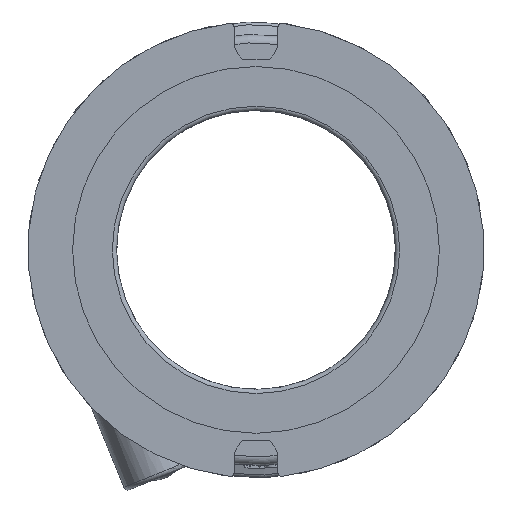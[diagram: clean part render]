
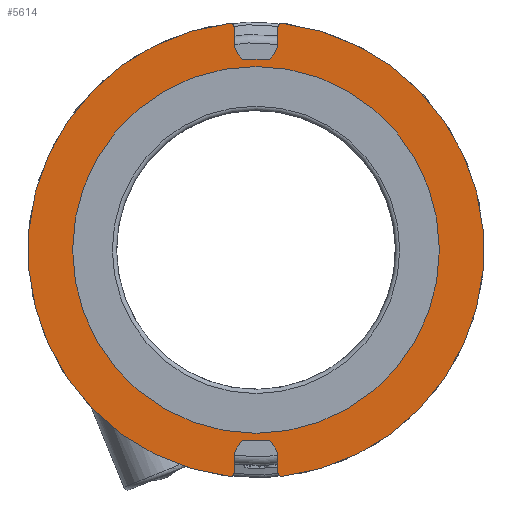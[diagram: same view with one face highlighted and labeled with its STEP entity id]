
A CAD part, front view. The second image highlights one B-rep face of the part: STEP entity #5614.
In plain terms, the highlighted planar face has unit normal (0, -1, 0).
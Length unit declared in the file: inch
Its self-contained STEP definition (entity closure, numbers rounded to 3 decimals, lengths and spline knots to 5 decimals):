
#658=LINE('',#8109,#956);
#663=LINE('',#8125,#961);
#667=LINE('',#8298,#965);
#672=LINE('',#8314,#970);
#673=LINE('',#8318,#971);
#674=LINE('',#8321,#972);
#956=VECTOR('',#6717,0.3937);
#961=VECTOR('',#6736,0.3937);
#965=VECTOR('',#6772,0.3937);
#970=VECTOR('',#6791,0.3937);
#971=VECTOR('',#6796,0.3937);
#972=VECTOR('',#6799,0.3937);
#1258=FACE_BOUND('',#1804,.T.);
#1304=PLANE('',#6199);
#1457=FACE_OUTER_BOUND('',#1803,.T.);
#1803=EDGE_LOOP('',(#3963,#3964,#3965,#3966,#3967,#3968,#3969,#3970,#3971,
#3972,#3973,#3974,#3975,#3976,#3977,#3978));
#1804=EDGE_LOOP('',(#3979));
#2172=CIRCLE('',#6167,0.15625);
#2173=CIRCLE('',#6170,0.03);
#2174=CIRCLE('',#6172,1.635);
#2175=CIRCLE('',#6174,0.03);
#2186=CIRCLE('',#6190,0.15625);
#2187=CIRCLE('',#6193,0.03);
#2188=CIRCLE('',#6195,1.635);
#2189=CIRCLE('',#6197,0.03);
#2190=CIRCLE('',#6200,0.15625);
#2191=CIRCLE('',#6201,0.15625);
#2192=CIRCLE('',#6202,1.315);
#2405=VERTEX_POINT('',#8101);
#2406=VERTEX_POINT('',#8103);
#2407=VERTEX_POINT('',#8107);
#2408=VERTEX_POINT('',#8111);
#2409=VERTEX_POINT('',#8115);
#2410=VERTEX_POINT('',#8119);
#2411=VERTEX_POINT('',#8123);
#2426=VERTEX_POINT('',#8290);
#2427=VERTEX_POINT('',#8292);
#2428=VERTEX_POINT('',#8296);
#2429=VERTEX_POINT('',#8300);
#2430=VERTEX_POINT('',#8304);
#2431=VERTEX_POINT('',#8308);
#2432=VERTEX_POINT('',#8312);
#2433=VERTEX_POINT('',#8316);
#2434=VERTEX_POINT('',#8319);
#2435=VERTEX_POINT('',#8322);
#2993=EDGE_CURVE('',#2406,#2405,#2172,.T.);
#2996=EDGE_CURVE('',#2405,#2407,#658,.T.);
#2998=EDGE_CURVE('',#2408,#2407,#2173,.T.);
#3000=EDGE_CURVE('',#2408,#2409,#2174,.T.);
#3002=EDGE_CURVE('',#2410,#2409,#2175,.T.);
#3004=EDGE_CURVE('',#2410,#2411,#663,.T.);
#3026=EDGE_CURVE('',#2427,#2426,#2186,.T.);
#3029=EDGE_CURVE('',#2426,#2428,#667,.T.);
#3031=EDGE_CURVE('',#2429,#2428,#2187,.T.);
#3033=EDGE_CURVE('',#2429,#2430,#2188,.T.);
#3035=EDGE_CURVE('',#2431,#2430,#2189,.T.);
#3037=EDGE_CURVE('',#2431,#2432,#672,.T.);
#3038=EDGE_CURVE('',#2432,#2433,#2190,.T.);
#3039=EDGE_CURVE('',#2433,#2406,#673,.T.);
#3040=EDGE_CURVE('',#2411,#2434,#2191,.T.);
#3041=EDGE_CURVE('',#2434,#2427,#674,.T.);
#3042=EDGE_CURVE('',#2435,#2435,#2192,.T.);
#3963=ORIENTED_EDGE('',*,*,#3035,.F.);
#3964=ORIENTED_EDGE('',*,*,#3037,.T.);
#3965=ORIENTED_EDGE('',*,*,#3038,.T.);
#3966=ORIENTED_EDGE('',*,*,#3039,.T.);
#3967=ORIENTED_EDGE('',*,*,#2993,.T.);
#3968=ORIENTED_EDGE('',*,*,#2996,.T.);
#3969=ORIENTED_EDGE('',*,*,#2998,.F.);
#3970=ORIENTED_EDGE('',*,*,#3000,.T.);
#3971=ORIENTED_EDGE('',*,*,#3002,.F.);
#3972=ORIENTED_EDGE('',*,*,#3004,.T.);
#3973=ORIENTED_EDGE('',*,*,#3040,.T.);
#3974=ORIENTED_EDGE('',*,*,#3041,.T.);
#3975=ORIENTED_EDGE('',*,*,#3026,.T.);
#3976=ORIENTED_EDGE('',*,*,#3029,.T.);
#3977=ORIENTED_EDGE('',*,*,#3031,.F.);
#3978=ORIENTED_EDGE('',*,*,#3033,.T.);
#3979=ORIENTED_EDGE('',*,*,#3042,.F.);
#5614=ADVANCED_FACE('',(#1457,#1258),#1304,.T.);
#6167=AXIS2_PLACEMENT_3D('',#8104,#6711,#6712);
#6170=AXIS2_PLACEMENT_3D('',#8113,#6721,#6722);
#6172=AXIS2_PLACEMENT_3D('',#8117,#6726,#6727);
#6174=AXIS2_PLACEMENT_3D('',#8121,#6731,#6732);
#6190=AXIS2_PLACEMENT_3D('',#8293,#6766,#6767);
#6193=AXIS2_PLACEMENT_3D('',#8302,#6776,#6777);
#6195=AXIS2_PLACEMENT_3D('',#8306,#6781,#6782);
#6197=AXIS2_PLACEMENT_3D('',#8310,#6786,#6787);
#6199=AXIS2_PLACEMENT_3D('',#8315,#6792,#6793);
#6200=AXIS2_PLACEMENT_3D('',#8317,#6794,#6795);
#6201=AXIS2_PLACEMENT_3D('',#8320,#6797,#6798);
#6202=AXIS2_PLACEMENT_3D('',#8323,#6800,#6801);
#6711=DIRECTION('center_axis',(0.,1.,0.));
#6712=DIRECTION('ref_axis',(1.,0.,0.));
#6717=DIRECTION('',(0.,0.,-1.));
#6721=DIRECTION('center_axis',(0.,1.,0.));
#6722=DIRECTION('ref_axis',(-0.665,0.,-0.747));
#6726=DIRECTION('center_axis',(0.,-1.,0.));
#6727=DIRECTION('ref_axis',(1.,0.,0.));
#6731=DIRECTION('center_axis',(0.,1.,0.));
#6732=DIRECTION('ref_axis',(-0.665,0.,0.747));
#6736=DIRECTION('',(0.,0.,-1.));
#6766=DIRECTION('center_axis',(0.,1.,0.));
#6767=DIRECTION('ref_axis',(-1.,0.,0.));
#6772=DIRECTION('',(0.,0.,1.));
#6776=DIRECTION('center_axis',(0.,1.,0.));
#6777=DIRECTION('ref_axis',(0.665,0.,0.747));
#6781=DIRECTION('center_axis',(0.,-1.,0.));
#6782=DIRECTION('ref_axis',(1.,0.,0.));
#6786=DIRECTION('center_axis',(0.,1.,0.));
#6787=DIRECTION('ref_axis',(0.665,0.,-0.747));
#6791=DIRECTION('',(0.,0.,1.));
#6792=DIRECTION('center_axis',(0.,-1.,0.));
#6793=DIRECTION('ref_axis',(0.,0.,-1.));
#6794=DIRECTION('center_axis',(0.,1.,0.));
#6795=DIRECTION('ref_axis',(1.,0.,0.));
#6796=DIRECTION('',(1.,0.,0.));
#6797=DIRECTION('center_axis',(0.,1.,0.));
#6798=DIRECTION('ref_axis',(-1.,0.,0.));
#6799=DIRECTION('',(-1.,0.,0.));
#6800=DIRECTION('center_axis',(0.,-1.,0.));
#6801=DIRECTION('ref_axis',(1.,0.,0.));
#8101=CARTESIAN_POINT('',(0.15625,0.,-1.49125));
#8103=CARTESIAN_POINT('',(0.09375,0.,-1.36625));
#8104=CARTESIAN_POINT('Origin',(0.,0.,-1.49125));
#8107=CARTESIAN_POINT('',(0.15625,0.,-1.59416));
#8109=CARTESIAN_POINT('',(0.15625,0.,-0.8175));
#8111=CARTESIAN_POINT('',(0.18973,0.,-1.62395));
#8113=CARTESIAN_POINT('Origin',(0.18625,0.,-1.59416));
#8115=CARTESIAN_POINT('',(0.18973,0.,1.62395));
#8117=CARTESIAN_POINT('Origin',(0.,0.,0.));
#8119=CARTESIAN_POINT('',(0.15625,0.,1.59416));
#8121=CARTESIAN_POINT('Origin',(0.18625,0.,1.59416));
#8123=CARTESIAN_POINT('',(0.15625,0.,1.49125));
#8125=CARTESIAN_POINT('',(0.15625,0.,0.74562));
#8290=CARTESIAN_POINT('',(-0.15625,0.,1.49125));
#8292=CARTESIAN_POINT('',(-0.09375,0.,1.36625));
#8293=CARTESIAN_POINT('Origin',(0.,0.,1.49125));
#8296=CARTESIAN_POINT('',(-0.15625,0.,1.59416));
#8298=CARTESIAN_POINT('',(-0.15625,0.,0.8175));
#8300=CARTESIAN_POINT('',(-0.18973,0.,1.62395));
#8302=CARTESIAN_POINT('Origin',(-0.18625,0.,1.59416));
#8304=CARTESIAN_POINT('',(-0.18973,0.,-1.62395));
#8306=CARTESIAN_POINT('Origin',(0.,0.,0.));
#8308=CARTESIAN_POINT('',(-0.15625,0.,-1.59416));
#8310=CARTESIAN_POINT('Origin',(-0.18625,0.,-1.59416));
#8312=CARTESIAN_POINT('',(-0.15625,0.,-1.49125));
#8314=CARTESIAN_POINT('',(-0.15625,0.,-0.74562));
#8315=CARTESIAN_POINT('Origin',(1.475,0.,0.));
#8316=CARTESIAN_POINT('',(-0.09375,0.,-1.36625));
#8317=CARTESIAN_POINT('Origin',(0.,0.,-1.49125));
#8318=CARTESIAN_POINT('',(0.78438,0.,-1.36625));
#8319=CARTESIAN_POINT('',(0.09375,0.,1.36625));
#8320=CARTESIAN_POINT('Origin',(0.,0.,1.49125));
#8321=CARTESIAN_POINT('',(0.69063,0.,1.36625));
#8322=CARTESIAN_POINT('',(-1.315,0.,0.));
#8323=CARTESIAN_POINT('Origin',(0.,0.,0.));
